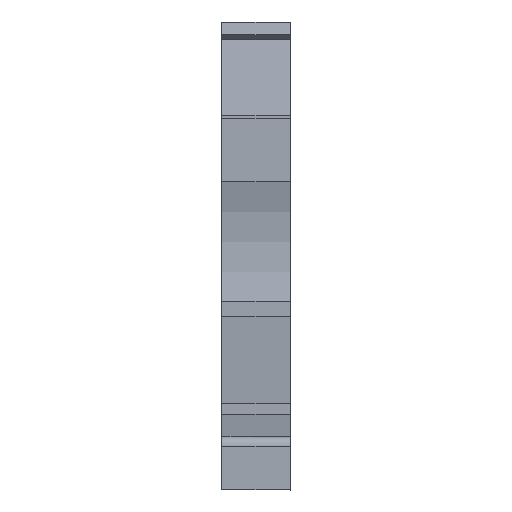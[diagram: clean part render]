
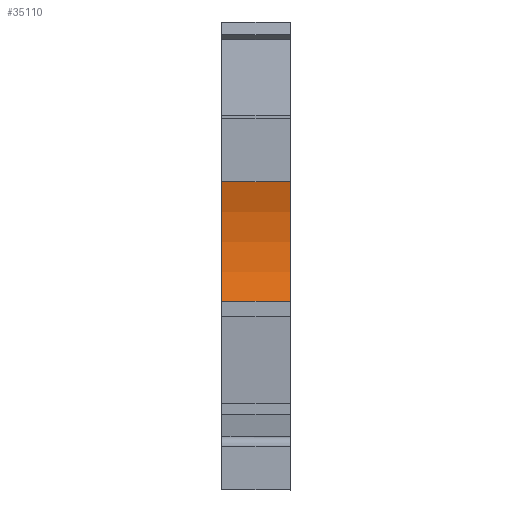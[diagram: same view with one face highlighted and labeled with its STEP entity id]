
A CAD part, front view. The second image highlights one B-rep face of the part: STEP entity #35110.
In plain terms, the highlighted cylindrical face has radius 15 mm (diameter 30 mm), a partial arc.
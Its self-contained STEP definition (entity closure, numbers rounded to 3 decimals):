
#520=CARTESIAN_POINT('',(9.238,18.294,
-5.15));
#530=VERTEX_POINT('',#520);
#560=CARTESIAN_POINT('',(-4.416,12.084,
-5.15));
#570=DIRECTION('',(0.,0.,1.));
#580=DIRECTION('',(0.993,0.122,
0.));
#590=AXIS2_PLACEMENT_3D('',#560,#570,#580);
#600=CIRCLE('',#590,15.);
#610=CARTESIAN_POINT('',(10.335,9.361,
-5.15));
#620=VERTEX_POINT('',#610);
#630=EDGE_CURVE('',#620,#530,#600,.T.);
#10450=CARTESIAN_POINT('',(10.335,9.361,
0.));
#10460=VERTEX_POINT('',#10450);
#10490=CARTESIAN_POINT('',(-4.416,12.084,
0.));
#10500=DIRECTION('',(0.,0.,1.));
#10510=DIRECTION('',(0.993,0.122,
0.));
#10520=AXIS2_PLACEMENT_3D('',#10490,#10500,#10510);
#10530=CIRCLE('',#10520,15.);
#10540=CARTESIAN_POINT('',(9.238,18.294,
0.));
#10550=VERTEX_POINT('',#10540);
#10560=EDGE_CURVE('',#10460,#10550,#10530,.T.);
#34180=CARTESIAN_POINT('',(10.335,9.361,
-5.15));
#34190=DIRECTION('',(0.,0.,1.));
#34200=VECTOR('',#34190,1.);
#34210=LINE('',#34180,#34200);
#34220=EDGE_CURVE('',#620,#10460,#34210,.T.);
#34950=CARTESIAN_POINT('',(-4.416,12.084,
-5.15));
#34960=DIRECTION('',(0.,0.,1.));
#34970=DIRECTION('',(0.993,0.122,
0.));
#34980=AXIS2_PLACEMENT_3D('',#34950,#34960,#34970);
#34990=CYLINDRICAL_SURFACE('',#34980,15.);
#35000=CARTESIAN_POINT('',(9.238,18.294,
-5.15));
#35010=DIRECTION('',(0.,0.,-1.));
#35020=VECTOR('',#35010,1.);
#35030=LINE('',#35000,#35020);
#35040=EDGE_CURVE('',#10550,#530,#35030,.T.);
#35050=ORIENTED_EDGE('',*,*,#35040,.T.);
#35060=ORIENTED_EDGE('',*,*,#10560,.T.);
#35070=ORIENTED_EDGE('',*,*,#34220,.T.);
#35080=ORIENTED_EDGE('',*,*,#630,.F.);
#35090=EDGE_LOOP('',(#35080,#35070,#35060,#35050));
#35100=FACE_OUTER_BOUND('',#35090,.T.);
#35110=ADVANCED_FACE('',(#35100),#34990,.F.);
